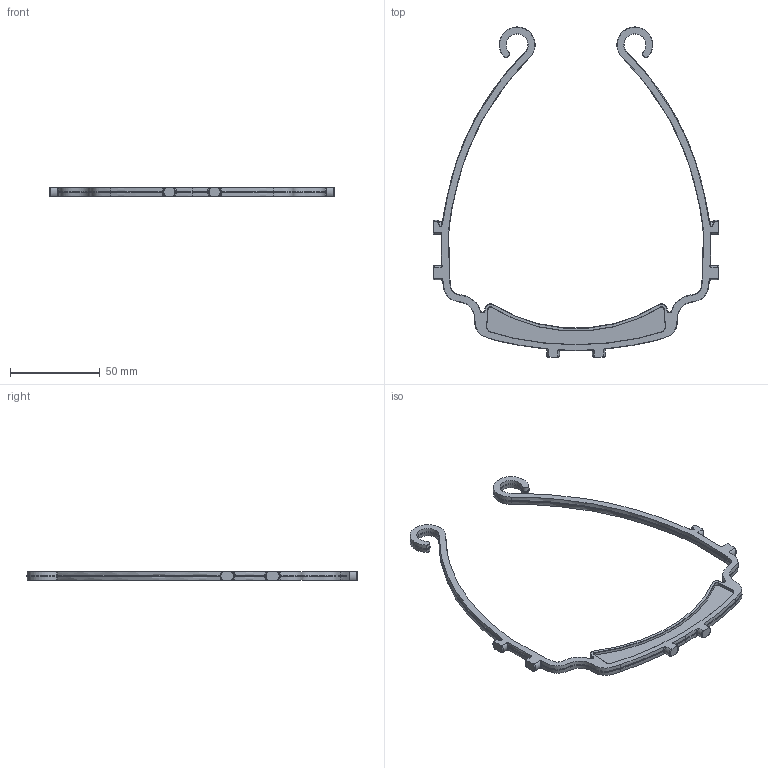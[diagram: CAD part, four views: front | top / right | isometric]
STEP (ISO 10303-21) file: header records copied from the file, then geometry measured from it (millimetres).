
FILE_DESCRIPTION(/* description */ (''),/* implementation_level */ '2;1');
FILE_NAME(/* name */ 'headband_IM.stp',/* time_stamp */ '2020-03-27T14:06:00-04:00',/* author */ ('Clevo'),/* organization */ (''),/* preprocessor_version */ 'ST-DEVELOPER v18',/* originating_system */ 'Autodesk Inventor 2020',/* authorisation */ '');
FILE_SCHEMA (('AUTOMOTIVE_DESIGN { 1 0 10303 214 3 1 1 }'));
Length unit declared in the file: millimetre
Products named in the file (1): headband_IM
Bounding box: 158.68 x 183.67 x 5 mm (x, y, z)
Volume: 13640.5 mm3; surface area: 12967.8 mm2
Topology: 1 solids, 1 shells, 237 faces, 636 edges, 403 vertices
Faces by surface type: bspline 138, cylinder 29, plane 28, cone 24, torus 18
Entity records: 13369 total; most frequent: CARTESIAN_POINT 8493, ORIENTED_EDGE 1272, EDGE_CURVE 636, DIRECTION 574, VERTEX_POINT 403, B_SPLINE_CURVE_WITH_KNOTS 370, EDGE_LOOP 239, FACE_OUTER_BOUND 237
